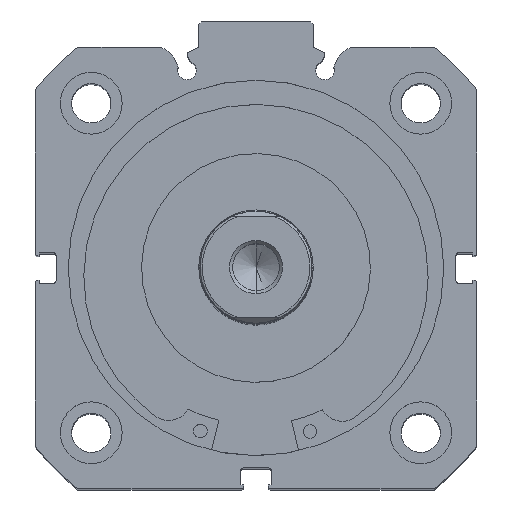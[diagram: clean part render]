
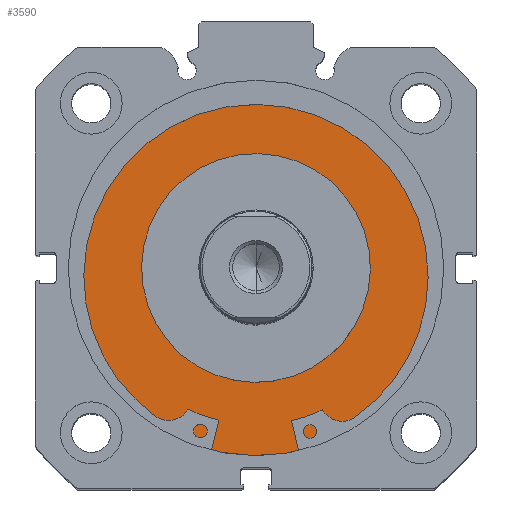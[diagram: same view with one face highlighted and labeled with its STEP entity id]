
A CAD part, top view. The second image highlights one B-rep face of the part: STEP entity #3590.
In plain terms, the highlighted face is planar.
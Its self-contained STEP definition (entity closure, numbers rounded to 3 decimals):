
#1516 = ORIENTED_EDGE ( 'NONE', *, *, #2066, .T. ) ;
#1517 = ORIENTED_EDGE ( 'NONE', *, *, #2148, .T. ) ;
#1518 = ORIENTED_EDGE ( 'NONE', *, *, #2140, .F. ) ;
#1519 = ORIENTED_EDGE ( 'NONE', *, *, #2139, .F. ) ;
#2066 = EDGE_CURVE ( 'NONE', #3323, #3204, #4089, .T. ) ;
#2139 = EDGE_CURVE ( 'NONE', #3032, #2836, #4178, .T. ) ;
#2140 = EDGE_CURVE ( 'NONE', #2836, #3032, #4180, .T. ) ;
#2148 = EDGE_CURVE ( 'NONE', #3204, #3323, #4191, .T. ) ;
#2365 = EDGE_LOOP ( 'NONE', ( #1517, #1516 ) ) ;
#2380 = EDGE_LOOP ( 'NONE', ( #1519, #1518 ) ) ;
#2836 = VERTEX_POINT ( 'NONE', #5584 ) ;
#3032 = VERTEX_POINT ( 'NONE', #5778 ) ;
#3204 = VERTEX_POINT ( 'NONE', #5895 ) ;
#3323 = VERTEX_POINT ( 'NONE', #5920 ) ;
#3590 = ADVANCED_FACE ( 'NONE', ( #4516, #4525 ), #6857, .F. ) ;
#4089 = CIRCLE ( 'NONE', #5975, 41. ) ;
#4178 = CIRCLE ( 'NONE', #6006, 25. ) ;
#4180 = CIRCLE ( 'NONE', #6005, 25. ) ;
#4191 = CIRCLE ( 'NONE', #6013, 41. ) ;
#4516 = FACE_BOUND ( 'NONE', #2380, .T. ) ;
#4525 = FACE_OUTER_BOUND ( 'NONE', #2365, .T. ) ;
#5311 = CARTESIAN_POINT ( 'NONE',  ( 4., 0., 0. ) ) ;
#5312 = DIRECTION ( 'NONE',  ( -1., 0., 0. ) ) ;
#5313 = DIRECTION ( 'NONE',  ( 0., 0., 1. ) ) ;
#5533 = CARTESIAN_POINT ( 'NONE',  ( 4., 0., 0. ) ) ;
#5535 = CARTESIAN_POINT ( 'NONE',  ( 4., 0., 0. ) ) ;
#5537 = DIRECTION ( 'NONE',  ( -1., 0., 0. ) ) ;
#5538 = DIRECTION ( 'NONE',  ( 0., 0., 1. ) ) ;
#5540 = DIRECTION ( 'NONE',  ( -1., 0., 0. ) ) ;
#5541 = DIRECTION ( 'NONE',  ( 0., 0., 1. ) ) ;
#5555 = CARTESIAN_POINT ( 'NONE',  ( 4., 0., 0. ) ) ;
#5562 = DIRECTION ( 'NONE',  ( -1., 0., 0. ) ) ;
#5563 = DIRECTION ( 'NONE',  ( 0., 0., 1. ) ) ;
#5584 = CARTESIAN_POINT ( 'NONE',  ( 4., 0., -25. ) ) ;
#5778 = CARTESIAN_POINT ( 'NONE',  ( 4., 0., 25. ) ) ;
#5895 = CARTESIAN_POINT ( 'NONE',  ( 4., 0., 41. ) ) ;
#5920 = CARTESIAN_POINT ( 'NONE',  ( 4., 0., -41. ) ) ;
#5975 = AXIS2_PLACEMENT_3D ( 'NONE', #5311, #5312, #5313 ) ;
#6005 = AXIS2_PLACEMENT_3D ( 'NONE', #5533, #5540, #5541 ) ;
#6006 = AXIS2_PLACEMENT_3D ( 'NONE', #5535, #5537, #5538 ) ;
#6013 = AXIS2_PLACEMENT_3D ( 'NONE', #5555, #5562, #5563 ) ;
#6191 = AXIS2_PLACEMENT_3D ( 'NONE', #6856, #6858, #6859 ) ;
#6856 = CARTESIAN_POINT ( 'NONE',  ( 4., 41., 0. ) ) ;
#6857 = PLANE ( 'NONE',  #6191 ) ;
#6858 = DIRECTION ( 'NONE',  ( 1., 0., 0. ) ) ;
#6859 = DIRECTION ( 'NONE',  ( 0., 0., -1. ) ) ;
